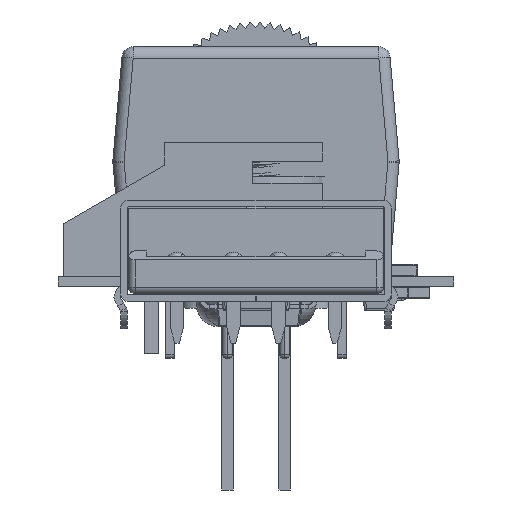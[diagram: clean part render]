
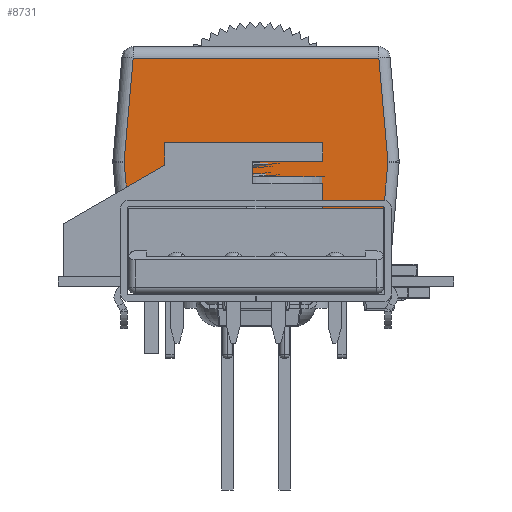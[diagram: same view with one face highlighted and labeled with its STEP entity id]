
A CAD part, left-side view. The second image highlights one B-rep face of the part: STEP entity #8731.
In plain terms, the highlighted planar face has unit normal (-1, 0, 0).
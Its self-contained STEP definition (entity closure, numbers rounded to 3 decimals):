
#1954 = VERTEX_POINT('',#1955);
#1955 = CARTESIAN_POINT('',(-6.35,5.848,5.1));
#8183 = VERTEX_POINT('',#8184);
#8184 = CARTESIAN_POINT('',(-6.35,5.446,0.5));
#8191 = EDGE_CURVE('',#8183,#1954,#8192,.T.);
#8192 = LINE('',#8193,#8194);
#8193 = CARTESIAN_POINT('',(-6.35,6.295,10.205));
#8194 = VECTOR('',#8195,1.);
#8195 = DIRECTION('',(0.,0.087,
    0.996));
#8262 = VERTEX_POINT('',#8263);
#8263 = CARTESIAN_POINT('',(-6.35,5.446,9.7));
#8272 = EDGE_CURVE('',#1954,#8262,#8273,.T.);
#8273 = LINE('',#8274,#8275);
#8274 = CARTESIAN_POINT('',(-6.35,5.852,5.056));
#8275 = VECTOR('',#8276,1.);
#8276 = DIRECTION('',(0.,-0.087,
    0.996));
#8293 = EDGE_CURVE('',#8262,#8294,#8296,.T.);
#8294 = VERTEX_POINT('',#8295);
#8295 = CARTESIAN_POINT('',(-6.35,-5.446,9.7));
#8296 = LINE('',#8297,#8298);
#8297 = CARTESIAN_POINT('',(-6.35,0.,9.7));
#8298 = VECTOR('',#8299,1.);
#8299 = DIRECTION('',(0.,-1.,0.));
#8360 = EDGE_CURVE('',#8294,#8361,#8363,.T.);
#8361 = VERTEX_POINT('',#8362);
#8362 = CARTESIAN_POINT('',(-6.35,-5.848,5.1));
#8363 = LINE('',#8364,#8365);
#8364 = CARTESIAN_POINT('',(-6.35,-5.313,11.22));
#8365 = VECTOR('',#8366,1.);
#8366 = DIRECTION('',(0.,-0.087,
    -0.996));
#8385 = VERTEX_POINT('',#8386);
#8386 = CARTESIAN_POINT('',(-6.35,-5.446,0.5));
#8401 = EDGE_CURVE('',#8361,#8385,#8402,.T.);
#8402 = LINE('',#8403,#8404);
#8403 = CARTESIAN_POINT('',(-6.35,-5.852,5.144));
#8404 = VECTOR('',#8405,1.);
#8405 = DIRECTION('',(0.,0.087,
    -0.996));
#8618 = EDGE_CURVE('',#8385,#8183,#8619,.T.);
#8619 = LINE('',#8620,#8621);
#8620 = CARTESIAN_POINT('',(-6.35,6.35,0.5));
#8621 = VECTOR('',#8622,1.);
#8622 = DIRECTION('',(0.,1.,0.));
#8731 = ADVANCED_FACE('',(#8732),#8740,.F.);
#8732 = FACE_BOUND('',#8733,.T.);
#8733 = EDGE_LOOP('',(#8734,#8735,#8736,#8737,#8738,#8739));
#8734 = ORIENTED_EDGE('',*,*,#8293,.F.);
#8735 = ORIENTED_EDGE('',*,*,#8272,.F.);
#8736 = ORIENTED_EDGE('',*,*,#8191,.F.);
#8737 = ORIENTED_EDGE('',*,*,#8618,.F.);
#8738 = ORIENTED_EDGE('',*,*,#8401,.F.);
#8739 = ORIENTED_EDGE('',*,*,#8360,.F.);
#8740 = PLANE('',#8741);
#8741 = AXIS2_PLACEMENT_3D('',#8742,#8743,#8744);
#8742 = CARTESIAN_POINT('',(-6.35,6.35,10.2));
#8743 = DIRECTION('',(1.,0.,0.));
#8744 = DIRECTION('',(0.,1.,0.));
